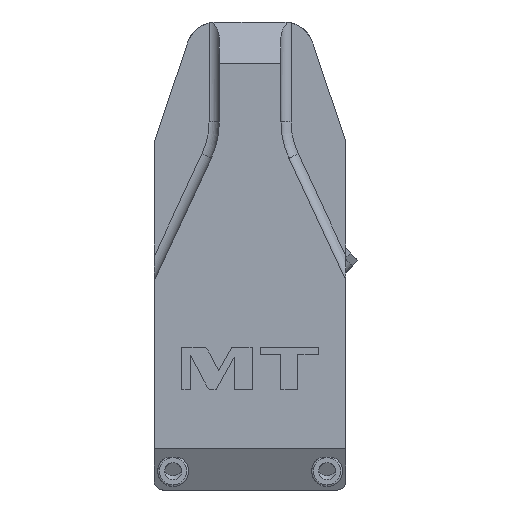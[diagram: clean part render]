
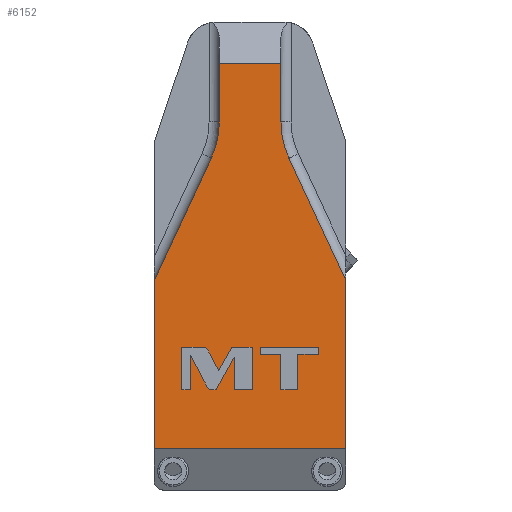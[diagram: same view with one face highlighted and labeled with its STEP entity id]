
A CAD part, left-side view. The second image highlights one B-rep face of the part: STEP entity #6152.
In plain terms, the highlighted planar face has unit normal (-1, 0, 0).
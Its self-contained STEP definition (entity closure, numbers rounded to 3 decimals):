
#950=DIRECTION('',(0.,1.,0.));
#951=VECTOR('',#950,36.);
#952=CARTESIAN_POINT('',(-118.,-18.,193.251));
#953=LINE('',#952,#951);
#954=DIRECTION('',(0.,0.,-1.));
#955=VECTOR('',#954,34.175);
#956=CARTESIAN_POINT('',(-118.,-18.,193.251));
#957=LINE('',#956,#955);
#958=DIRECTION('',(0.,-0.423,-0.906));
#959=VECTOR('',#958,78.831);
#960=CARTESIAN_POINT('',(-118.,-22.685,137.945));
#961=LINE('',#960,#959);
#962=DIRECTION('',(0.,0.,-1.));
#963=VECTOR('',#962,98.251);
#964=CARTESIAN_POINT('',(-118.,-56.,66.5));
#965=LINE('',#964,#963);
#966=DIRECTION('',(0.,1.,0.));
#967=VECTOR('',#966,112.);
#968=CARTESIAN_POINT('',(-118.,-56.,-31.751));
#969=LINE('',#968,#967);
#970=DIRECTION('',(0.,0.,1.));
#971=VECTOR('',#970,98.251);
#972=CARTESIAN_POINT('',(-118.,56.,-31.751));
#973=LINE('',#972,#971);
#974=DIRECTION('',(0.,-0.423,0.906));
#975=VECTOR('',#974,78.831);
#976=CARTESIAN_POINT('',(-118.,56.,66.5));
#977=LINE('',#976,#975);
#978=DIRECTION('',(0.,0.,-1.));
#979=VECTOR('',#978,34.175);
#980=CARTESIAN_POINT('',(-118.,18.,193.251));
#981=LINE('',#980,#979);
#982=CARTESIAN_POINT('',(-118.,24.713,25.872));
#983=CARTESIAN_POINT('',(-118.,25.232,26.876));
#984=CARTESIAN_POINT('',(-118.,26.257,27.5));
#985=CARTESIAN_POINT('',(-118.,27.387,27.5));
#987=DIRECTION('',(0.,1.,0.));
#988=VECTOR('',#987,12.568);
#989=CARTESIAN_POINT('',(-118.,27.387,27.5));
#990=LINE('',#989,#988);
#991=DIRECTION('',(0.,0.,-1.));
#992=VECTOR('',#991,25.);
#993=CARTESIAN_POINT('',(-118.,39.955,27.5));
#994=LINE('',#993,#992);
#995=DIRECTION('',(0.,-1.,0.));
#996=VECTOR('',#995,5.2);
#997=CARTESIAN_POINT('',(-118.,39.955,2.5));
#998=LINE('',#997,#996);
#999=DIRECTION('',(0.,0.,1.));
#1000=VECTOR('',#999,20.253);
#1001=CARTESIAN_POINT('',(-118.,34.755,2.5));
#1002=LINE('',#1001,#1000);
#1003=DIRECTION('',(0.,-0.459,-0.888));
#1004=VECTOR('',#1003,20.967);
#1005=CARTESIAN_POINT('',(-118.,34.755,22.753));
#1006=LINE('',#1005,#1004);
#1007=CARTESIAN_POINT('',(-118.,25.125,4.128));
#1008=CARTESIAN_POINT('',(-118.,24.605,3.123));
#1009=CARTESIAN_POINT('',(-118.,23.579,2.5));
#1010=CARTESIAN_POINT('',(-118.,22.448,2.5));
#1012=DIRECTION('',(0.,-1.,0.));
#1013=VECTOR('',#1012,2.608);
#1014=CARTESIAN_POINT('',(-118.,22.448,2.5));
#1015=LINE('',#1014,#1013);
#1016=DIRECTION('',(0.,-0.481,0.877));
#1017=VECTOR('',#1016,21.691);
#1018=CARTESIAN_POINT('',(-118.,19.84,2.5));
#1019=LINE('',#1018,#1017);
#1020=DIRECTION('',(0.,0.,-1.));
#1021=VECTOR('',#1020,19.015);
#1022=CARTESIAN_POINT('',(-118.,9.402,21.515));
#1023=LINE('',#1022,#1021);
#1024=DIRECTION('',(0.,-1.,0.));
#1025=VECTOR('',#1024,10.52);
#1026=CARTESIAN_POINT('',(-118.,9.402,2.5));
#1027=LINE('',#1026,#1025);
#1028=DIRECTION('',(0.,0.,1.));
#1029=VECTOR('',#1028,25.);
#1030=CARTESIAN_POINT('',(-118.,-1.118,2.5));
#1031=LINE('',#1030,#1029);
#1032=DIRECTION('',(0.,1.,0.));
#1033=VECTOR('',#1032,11.86);
#1034=CARTESIAN_POINT('',(-118.,-1.118,27.5));
#1035=LINE('',#1034,#1033);
#1036=DIRECTION('',(0.,0.481,-0.877));
#1037=VECTOR('',#1036,15.851);
#1038=CARTESIAN_POINT('',(-118.,10.742,27.5));
#1039=LINE('',#1038,#1037);
#1040=DIRECTION('',(0.,0.459,0.888));
#1041=VECTOR('',#1040,13.81);
#1042=CARTESIAN_POINT('',(-118.,18.37,13.605));
#1043=LINE('',#1042,#1041);
#1044=DIRECTION('',(0.,0.,-1.));
#1045=VECTOR('',#1044,20.743);
#1046=CARTESIAN_POINT('',(-118.,-17.931,23.243));
#1047=LINE('',#1046,#1045);
#1048=DIRECTION('',(0.,-1.,0.));
#1049=VECTOR('',#1048,9.903);
#1050=CARTESIAN_POINT('',(-118.,-17.931,2.5));
#1051=LINE('',#1050,#1049);
#1052=DIRECTION('',(0.,0.,1.));
#1053=VECTOR('',#1052,20.743);
#1054=CARTESIAN_POINT('',(-118.,-27.834,2.5));
#1055=LINE('',#1054,#1053);
#1056=DIRECTION('',(0.,-1.,0.));
#1057=VECTOR('',#1056,12.12);
#1058=CARTESIAN_POINT('',(-118.,-27.834,23.243));
#1059=LINE('',#1058,#1057);
#1060=DIRECTION('',(0.,0.,1.));
#1061=VECTOR('',#1060,4.257);
#1062=CARTESIAN_POINT('',(-118.,-39.954,23.243));
#1063=LINE('',#1062,#1061);
#1064=DIRECTION('',(0.,1.,0.));
#1065=VECTOR('',#1064,34.143);
#1066=CARTESIAN_POINT('',(-118.,-39.954,27.5));
#1067=LINE('',#1066,#1065);
#1068=DIRECTION('',(0.,0.,-1.));
#1069=VECTOR('',#1068,4.257);
#1070=CARTESIAN_POINT('',(-118.,-5.811,27.5));
#1071=LINE('',#1070,#1069);
#1072=DIRECTION('',(0.,-1.,0.));
#1073=VECTOR('',#1072,12.12);
#1074=CARTESIAN_POINT('',(-118.,-5.811,23.243));
#1075=LINE('',#1074,#1073);
#1436=CARTESIAN_POINT('',(-118.,68.,159.076));
#1437=DIRECTION('',(1.,0.,0.));
#1438=DIRECTION('',(0.,-1.,0.));
#1439=AXIS2_PLACEMENT_3D('',#1436,#1437,#1438);
#1809=CARTESIAN_POINT('',(-118.,-68.,159.076));
#1810=DIRECTION('',(1.,0.,0.));
#1811=DIRECTION('',(0.,0.906,-0.423));
#1812=AXIS2_PLACEMENT_3D('',#1809,#1810,#1811);
#4286=CARTESIAN_POINT('',(-118.,18.,159.076));
#4287=CARTESIAN_POINT('',(-118.,22.685,137.945));
#4288=VERTEX_POINT('',#4286);
#4289=VERTEX_POINT('',#4287);
#4290=CARTESIAN_POINT('',(-118.,-22.685,137.945));
#4291=CARTESIAN_POINT('',(-118.,-18.,159.076));
#4292=VERTEX_POINT('',#4290);
#4293=VERTEX_POINT('',#4291);
#4318=CARTESIAN_POINT('',(-118.,-18.,193.251));
#4319=CARTESIAN_POINT('',(-118.,18.,193.251));
#4320=VERTEX_POINT('',#4318);
#4321=VERTEX_POINT('',#4319);
#4328=CARTESIAN_POINT('',(-118.,-56.,-31.751));
#4329=CARTESIAN_POINT('',(-118.,56.,-31.751));
#4330=VERTEX_POINT('',#4328);
#4331=VERTEX_POINT('',#4329);
#4340=CARTESIAN_POINT('',(-118.,-56.,66.5));
#4341=VERTEX_POINT('',#4340);
#4342=CARTESIAN_POINT('',(-118.,56.,66.5));
#4343=VERTEX_POINT('',#4342);
#4833=VERTEX_POINT('',#982);
#4834=VERTEX_POINT('',#985);
#4835=CARTESIAN_POINT('',(-118.,39.955,27.5));
#4836=VERTEX_POINT('',#4835);
#4837=CARTESIAN_POINT('',(-118.,39.955,2.5));
#4838=VERTEX_POINT('',#4837);
#4839=CARTESIAN_POINT('',(-118.,34.755,2.5));
#4840=VERTEX_POINT('',#4839);
#4841=CARTESIAN_POINT('',(-118.,34.755,22.753));
#4842=VERTEX_POINT('',#4841);
#4843=CARTESIAN_POINT('',(-118.,25.125,4.128));
#4844=VERTEX_POINT('',#4843);
#4845=VERTEX_POINT('',#1010);
#4846=CARTESIAN_POINT('',(-118.,19.84,2.5));
#4847=VERTEX_POINT('',#4846);
#4848=CARTESIAN_POINT('',(-118.,9.402,21.515));
#4849=VERTEX_POINT('',#4848);
#4850=CARTESIAN_POINT('',(-118.,9.402,2.5));
#4851=VERTEX_POINT('',#4850);
#4852=CARTESIAN_POINT('',(-118.,-1.118,2.5));
#4853=VERTEX_POINT('',#4852);
#4854=CARTESIAN_POINT('',(-118.,-1.118,27.5));
#4855=VERTEX_POINT('',#4854);
#4856=CARTESIAN_POINT('',(-118.,10.742,27.5));
#4857=VERTEX_POINT('',#4856);
#4858=CARTESIAN_POINT('',(-118.,18.37,13.605));
#4859=VERTEX_POINT('',#4858);
#4860=CARTESIAN_POINT('',(-118.,-17.931,23.243));
#4861=CARTESIAN_POINT('',(-118.,-17.931,2.5));
#4862=VERTEX_POINT('',#4860);
#4863=VERTEX_POINT('',#4861);
#4864=CARTESIAN_POINT('',(-118.,-27.834,2.5));
#4865=VERTEX_POINT('',#4864);
#4866=CARTESIAN_POINT('',(-118.,-27.834,23.243));
#4867=VERTEX_POINT('',#4866);
#4868=CARTESIAN_POINT('',(-118.,-39.954,23.243));
#4869=VERTEX_POINT('',#4868);
#4870=CARTESIAN_POINT('',(-118.,-39.954,27.5));
#4871=VERTEX_POINT('',#4870);
#4872=CARTESIAN_POINT('',(-118.,-5.811,27.5));
#4873=VERTEX_POINT('',#4872);
#4874=CARTESIAN_POINT('',(-118.,-5.811,23.243));
#4875=VERTEX_POINT('',#4874);
#6077=CARTESIAN_POINT('',(-118.,0.,0.));
#6078=DIRECTION('',(1.,0.,0.));
#6079=DIRECTION('',(0.,1.,0.));
#6080=AXIS2_PLACEMENT_3D('',#6077,#6078,#6079);
#6081=PLANE('',#6080);
#6082=ORIENTED_EDGE('',*,*,#6057,.F.);
#6084=ORIENTED_EDGE('',*,*,#6083,.T.);
#6086=ORIENTED_EDGE('',*,*,#6085,.F.);
#6088=ORIENTED_EDGE('',*,*,#6087,.T.);
#6090=ORIENTED_EDGE('',*,*,#6089,.T.);
#6092=ORIENTED_EDGE('',*,*,#6091,.T.);
#6094=ORIENTED_EDGE('',*,*,#6093,.T.);
#6096=ORIENTED_EDGE('',*,*,#6095,.T.);
#6098=ORIENTED_EDGE('',*,*,#6097,.F.);
#6099=ORIENTED_EDGE('',*,*,#6068,.F.);
#6100=EDGE_LOOP('',(#6082,#6084,#6086,#6088,#6090,#6092,#6094,#6096,#6098,
#6099));
#6101=FACE_OUTER_BOUND('',#6100,.F.);
#6103=ORIENTED_EDGE('',*,*,#6102,.T.);
#6105=ORIENTED_EDGE('',*,*,#6104,.T.);
#6107=ORIENTED_EDGE('',*,*,#6106,.T.);
#6109=ORIENTED_EDGE('',*,*,#6108,.T.);
#6111=ORIENTED_EDGE('',*,*,#6110,.T.);
#6113=ORIENTED_EDGE('',*,*,#6112,.T.);
#6115=ORIENTED_EDGE('',*,*,#6114,.T.);
#6117=ORIENTED_EDGE('',*,*,#6116,.T.);
#6119=ORIENTED_EDGE('',*,*,#6118,.T.);
#6121=ORIENTED_EDGE('',*,*,#6120,.T.);
#6123=ORIENTED_EDGE('',*,*,#6122,.T.);
#6125=ORIENTED_EDGE('',*,*,#6124,.T.);
#6127=ORIENTED_EDGE('',*,*,#6126,.T.);
#6129=ORIENTED_EDGE('',*,*,#6128,.T.);
#6131=ORIENTED_EDGE('',*,*,#6130,.T.);
#6132=EDGE_LOOP('',(#6103,#6105,#6107,#6109,#6111,#6113,#6115,#6117,#6119,#6121,
#6123,#6125,#6127,#6129,#6131));
#6133=FACE_BOUND('',#6132,.F.);
#6135=ORIENTED_EDGE('',*,*,#6134,.T.);
#6137=ORIENTED_EDGE('',*,*,#6136,.T.);
#6139=ORIENTED_EDGE('',*,*,#6138,.T.);
#6141=ORIENTED_EDGE('',*,*,#6140,.T.);
#6143=ORIENTED_EDGE('',*,*,#6142,.T.);
#6145=ORIENTED_EDGE('',*,*,#6144,.T.);
#6147=ORIENTED_EDGE('',*,*,#6146,.T.);
#6149=ORIENTED_EDGE('',*,*,#6148,.T.);
#6150=EDGE_LOOP('',(#6135,#6137,#6139,#6141,#6143,#6145,#6147,#6149));
#6151=FACE_BOUND('',#6150,.F.);
#6152=ADVANCED_FACE('',(#6101,#6133,#6151),#6081,.F.);
#986=B_SPLINE_CURVE_WITH_KNOTS('',3,(#982,#983,#984,#985),.UNSPECIFIED.,.F.,.F.,
(4,4),(0.,1.),.UNSPECIFIED.);
#1011=B_SPLINE_CURVE_WITH_KNOTS('',3,(#1007,#1008,#1009,#1010),.UNSPECIFIED.,
.F.,.F.,(4,4),(0.,1.),.UNSPECIFIED.);
#1440=CIRCLE('',#1439,50.);
#1813=CIRCLE('',#1812,50.);
#6057=EDGE_CURVE('',#4320,#4321,#953,.T.);
#6068=EDGE_CURVE('',#4321,#4288,#981,.T.);
#6083=EDGE_CURVE('',#4320,#4293,#957,.T.);
#6085=EDGE_CURVE('',#4292,#4293,#1813,.T.);
#6087=EDGE_CURVE('',#4292,#4341,#961,.T.);
#6089=EDGE_CURVE('',#4341,#4330,#965,.T.);
#6091=EDGE_CURVE('',#4330,#4331,#969,.T.);
#6093=EDGE_CURVE('',#4331,#4343,#973,.T.);
#6095=EDGE_CURVE('',#4343,#4289,#977,.T.);
#6097=EDGE_CURVE('',#4288,#4289,#1440,.T.);
#6102=EDGE_CURVE('',#4833,#4834,#986,.T.);
#6104=EDGE_CURVE('',#4834,#4836,#990,.T.);
#6106=EDGE_CURVE('',#4836,#4838,#994,.T.);
#6108=EDGE_CURVE('',#4838,#4840,#998,.T.);
#6110=EDGE_CURVE('',#4840,#4842,#1002,.T.);
#6112=EDGE_CURVE('',#4842,#4844,#1006,.T.);
#6114=EDGE_CURVE('',#4844,#4845,#1011,.T.);
#6116=EDGE_CURVE('',#4845,#4847,#1015,.T.);
#6118=EDGE_CURVE('',#4847,#4849,#1019,.T.);
#6120=EDGE_CURVE('',#4849,#4851,#1023,.T.);
#6122=EDGE_CURVE('',#4851,#4853,#1027,.T.);
#6124=EDGE_CURVE('',#4853,#4855,#1031,.T.);
#6126=EDGE_CURVE('',#4855,#4857,#1035,.T.);
#6128=EDGE_CURVE('',#4857,#4859,#1039,.T.);
#6130=EDGE_CURVE('',#4859,#4833,#1043,.T.);
#6134=EDGE_CURVE('',#4862,#4863,#1047,.T.);
#6136=EDGE_CURVE('',#4863,#4865,#1051,.T.);
#6138=EDGE_CURVE('',#4865,#4867,#1055,.T.);
#6140=EDGE_CURVE('',#4867,#4869,#1059,.T.);
#6142=EDGE_CURVE('',#4869,#4871,#1063,.T.);
#6144=EDGE_CURVE('',#4871,#4873,#1067,.T.);
#6146=EDGE_CURVE('',#4873,#4875,#1071,.T.);
#6148=EDGE_CURVE('',#4875,#4862,#1075,.T.);
